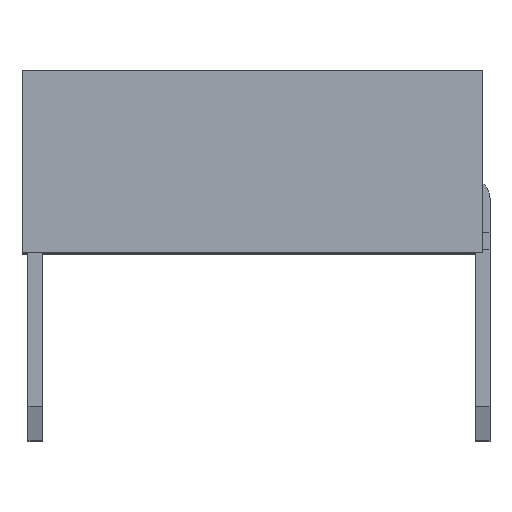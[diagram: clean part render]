
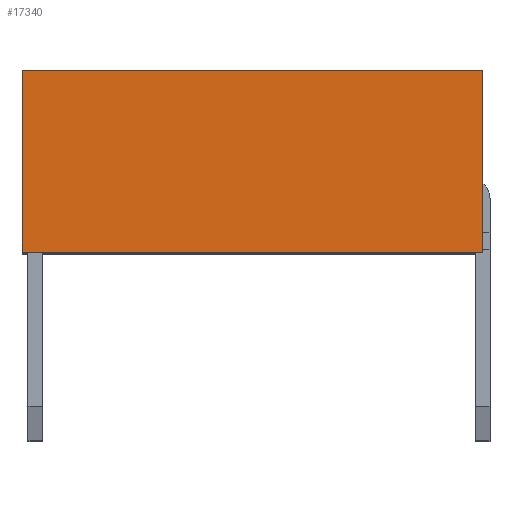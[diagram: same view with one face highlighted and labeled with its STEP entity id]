
A CAD part, top view. The second image highlights one B-rep face of the part: STEP entity #17340.
In plain terms, the highlighted planar face has unit normal (0, 0, 1).
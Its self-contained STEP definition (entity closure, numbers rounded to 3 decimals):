
#990=FACE_OUTER_BOUND('',#1955,.T.);
#1955=EDGE_LOOP('',(#12094,#12095,#12096,#12097));
#2774=LINE('',#24606,#4853);
#2868=LINE('',#24795,#4947);
#2889=LINE('',#24836,#4968);
#3168=LINE('',#25452,#5247);
#4853=VECTOR('',#19636,1.);
#4947=VECTOR('',#19732,1.);
#4968=VECTOR('',#19755,1.);
#5247=VECTOR('',#20384,1.);
#6932=VERTEX_POINT('',#24603);
#6933=VERTEX_POINT('',#24605);
#7026=VERTEX_POINT('',#24792);
#7027=VERTEX_POINT('',#24794);
#8602=EDGE_CURVE('',#6933,#6932,#2774,.T.);
#8696=EDGE_CURVE('',#7027,#7026,#2868,.T.);
#8717=EDGE_CURVE('',#6932,#7027,#2889,.T.);
#9032=EDGE_CURVE('',#7026,#6933,#3168,.T.);
#12094=ORIENTED_EDGE('',*,*,#8696,.T.);
#12095=ORIENTED_EDGE('',*,*,#9032,.T.);
#12096=ORIENTED_EDGE('',*,*,#8602,.T.);
#12097=ORIENTED_EDGE('',*,*,#8717,.T.);
#16628=PLANE('',#18369);
#17340=ADVANCED_FACE('',(#990),#16628,.F.);
#18369=AXIS2_PLACEMENT_3D('',#25460,#20396,#20397);
#19636=DIRECTION('',(0.,1.,0.));
#19732=DIRECTION('',(0.,-1.,0.));
#19755=DIRECTION('',(-1.,0.,0.));
#20384=DIRECTION('',(1.,0.,0.));
#20396=DIRECTION('center_axis',(0.,0.,-1.));
#20397=DIRECTION('ref_axis',(-1.,0.,0.));
#24603=CARTESIAN_POINT('',(-10.95,1.6,13.97));
#24605=CARTESIAN_POINT('',(-10.95,-1.6,13.97));
#24606=CARTESIAN_POINT('',(-10.95,-1.6,13.97));
#24792=CARTESIAN_POINT('',(-19.05,-1.6,13.97));
#24794=CARTESIAN_POINT('',(-19.05,1.6,13.97));
#24795=CARTESIAN_POINT('',(-19.05,1.6,13.97));
#24836=CARTESIAN_POINT('',(-10.95,1.6,13.97));
#25452=CARTESIAN_POINT('',(-19.05,-1.6,13.97));
#25460=CARTESIAN_POINT('Origin',(-19.05,1.6,13.97));
